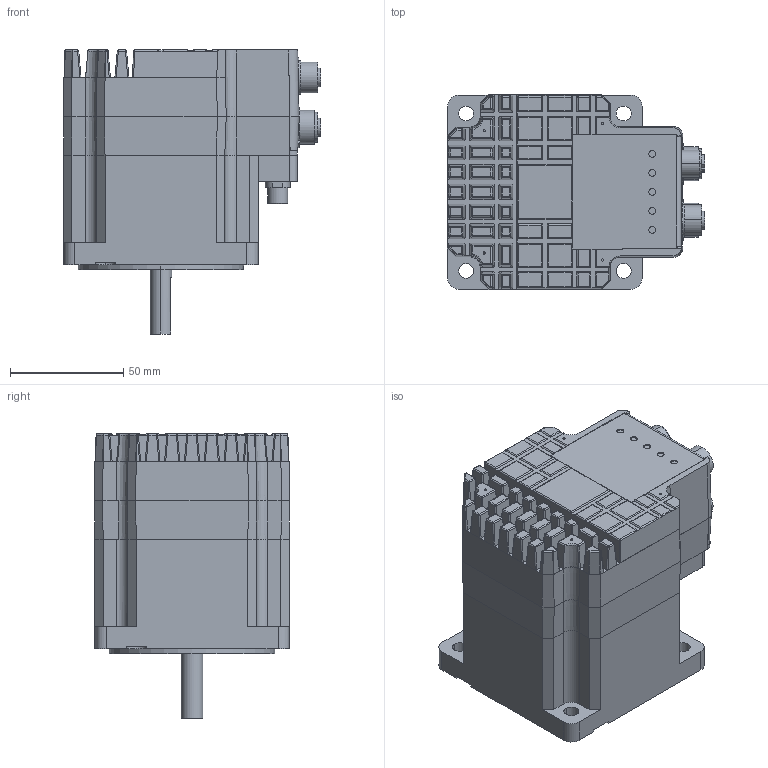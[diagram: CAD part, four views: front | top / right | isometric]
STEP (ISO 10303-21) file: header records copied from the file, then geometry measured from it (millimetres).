
FILE_DESCRIPTION (( 'STEP AP214' ), '1' );
FILE_NAME ('MIS340C12xxxxx85 R1_1.STEP', '2020-08-24T12:42:33', ( '' ), ( '' ), 'SwSTEP 2.0', 'SolidWorks 2018', '' );
FILE_SCHEMA (( 'AUTOMOTIVE_DESIGN' ));
Length unit declared in the file: millimetre
Products named in the file (2): MIS340C12xxxxx85 R1_1
Bounding box: 113.87 x 86.41 x 125.5 mm (x, y, z)
Volume: 665006.8 mm3; surface area: 90905.5 mm2
Topology: 2 solids, 7 shells, 1304 faces, 3214 edges, 1974 vertices
Faces by surface type: cylinder 573, plane 539, bspline 155, cone 31, torus 4, sphere 2
Entity records: 59849 total; most frequent: CARTESIAN_POINT 16195, ORIENTED_EDGE 6408, DIRECTION 5727, EDGE_CURVE 3204, AXIS2_PLACEMENT_3D 2078, VERTEX_POINT 1972, VECTOR 1571, LINE 1571
